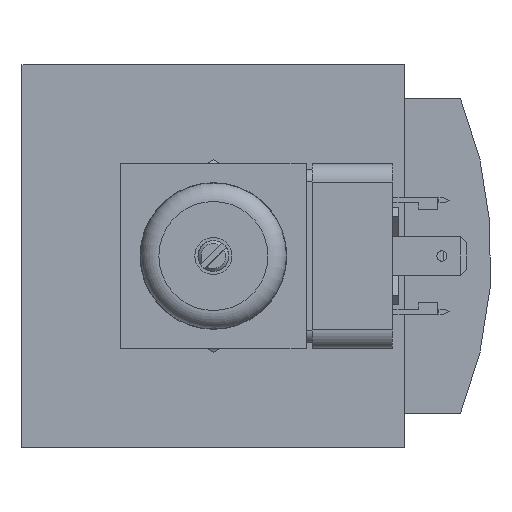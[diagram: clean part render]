
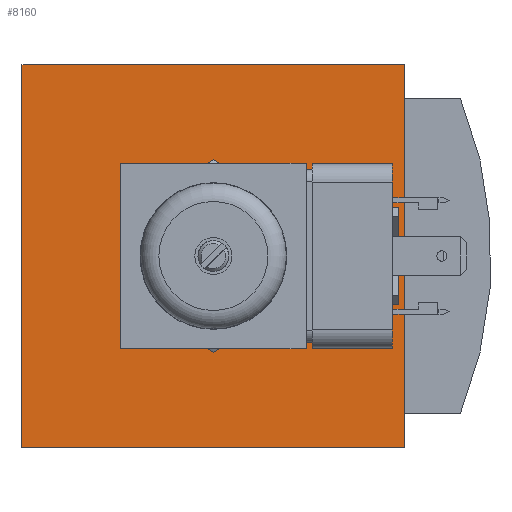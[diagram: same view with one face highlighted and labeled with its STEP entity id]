
A CAD part, front view. The second image highlights one B-rep face of the part: STEP entity #8160.
In plain terms, the highlighted planar face has unit normal (0, -1, 0).
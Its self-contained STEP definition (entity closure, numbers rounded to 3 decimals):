
#166=PLANE('',#10291);
#656=LINE('',#13745,#1564);
#664=LINE('',#13760,#1572);
#680=LINE('',#13790,#1588);
#720=LINE('',#13881,#1628);
#1564=VECTOR('',#11283,1000.);
#1572=VECTOR('',#11293,1000.);
#1588=VECTOR('',#11311,1000.);
#1628=VECTOR('',#11389,1000.);
#2283=CIRCLE('',#10292,10.478);
#3019=ORIENTED_EDGE('',*,*,#5197,.T.);
#3020=ORIENTED_EDGE('',*,*,#5113,.F.);
#3021=ORIENTED_EDGE('',*,*,#5105,.F.);
#3022=ORIENTED_EDGE('',*,*,#5129,.F.);
#3023=ORIENTED_EDGE('',*,*,#5178,.F.);
#5105=EDGE_CURVE('',#6220,#6221,#656,.T.);
#5113=EDGE_CURVE('',#6221,#6227,#664,.T.);
#5129=EDGE_CURVE('',#6239,#6220,#680,.T.);
#5178=EDGE_CURVE('',#6227,#6239,#720,.T.);
#5197=EDGE_CURVE('',#6281,#6281,#2283,.T.);
#6220=VERTEX_POINT('',#13744);
#6221=VERTEX_POINT('',#13746);
#6227=VERTEX_POINT('',#13761);
#6239=VERTEX_POINT('',#13789);
#6281=VERTEX_POINT('',#13920);
#6956=EDGE_LOOP('',(#3019));
#6957=EDGE_LOOP('',(#3020,#3021,#3022,#3023));
#7522=FACE_BOUND('',#6956,.T.);
#7523=FACE_BOUND('',#6957,.T.);
#8160=ADVANCED_FACE('',(#7522,#7523),#166,.F.);
#10291=AXIS2_PLACEMENT_3D('',#13918,#11431,#11432);
#10292=AXIS2_PLACEMENT_3D('',#13919,#11433,#11434);
#11283=DIRECTION('',(-1.,0.,0.));
#11293=DIRECTION('',(0.,0.,1.));
#11311=DIRECTION('',(0.,0.,-1.));
#11389=DIRECTION('',(1.,0.,0.));
#11431=DIRECTION('',(0.,1.,0.));
#11432=DIRECTION('',(0.,0.,1.));
#11433=DIRECTION('',(0.,1.,0.));
#11434=DIRECTION('',(0.,0.,1.));
#13744=CARTESIAN_POINT('',(31.,-45.,-31.));
#13745=CARTESIAN_POINT('',(31.,-45.,-31.));
#13746=CARTESIAN_POINT('',(-31.,-45.,-31.));
#13760=CARTESIAN_POINT('',(-31.,-45.,-31.));
#13761=CARTESIAN_POINT('',(-31.,-45.,31.));
#13789=CARTESIAN_POINT('',(31.,-45.,31.));
#13790=CARTESIAN_POINT('',(31.,-45.,31.));
#13881=CARTESIAN_POINT('',(-31.,-45.,31.));
#13918=CARTESIAN_POINT('',(0.,-45.,0.));
#13919=CARTESIAN_POINT('',(0.,-45.,0.));
#13920=CARTESIAN_POINT('',(0.,-45.,10.478));
